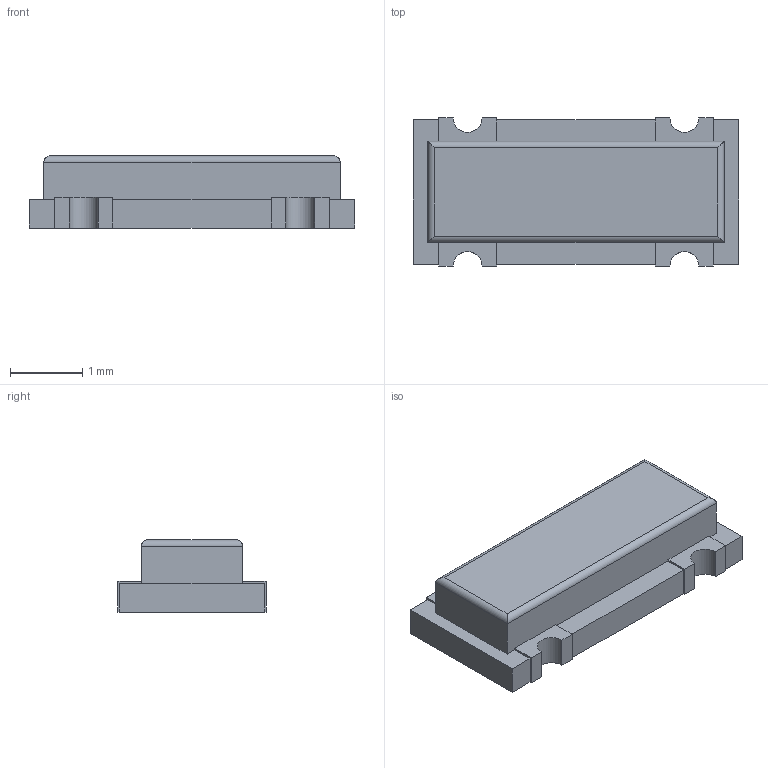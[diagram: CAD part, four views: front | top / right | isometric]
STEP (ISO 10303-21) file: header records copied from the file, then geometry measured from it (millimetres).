
FILE_DESCRIPTION(/* description */ ('model of Resonator_SMD_muRata_CDSCB-2Pin_4.5x2.0mm'),/* implementation_level */ '2;1');
FILE_NAME(/* name */ 'Resonator_SMD_muRata_CDSCB-2Pin_4.5x2.0mm.step',/* time_stamp */ '2019-07-06T12:00:54',/* author */ ('kicad StepUp','ksu'),/* organization */ ('FreeCAD'),/* preprocessor_version */ 'OCC',/* originating_system */ 'kicad StepUp',/* authorisation */ '');
FILE_SCHEMA(('AUTOMOTIVE_DESIGN { 1 0 10303 214 1 1 1 1 }'));
Length unit declared in the file: millimetre
Products named in the file (1): muRata_CDSCB
Bounding box: 4.5 x 2.05 x 1 mm (x, y, z)
Volume: 7 mm3; surface area: 29.6 mm2
Topology: 1 solids, 1 shells, 70 faces, 180 edges, 112 vertices
Faces by surface type: plane 62, cylinder 8
Entity records: 2568 total; most frequent: CARTESIAN_POINT 363, ORIENTED_EDGE 360, DIRECTION 334, EDGE_CURVE 180, LINE 168, VECTOR 168, VERTEX_POINT 112, AXIS2_PLACEMENT_3D 83
